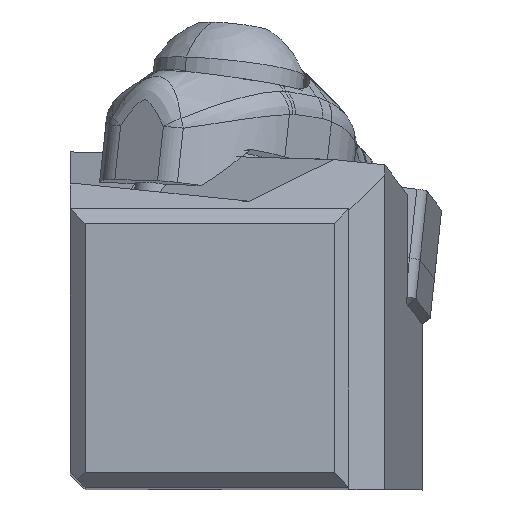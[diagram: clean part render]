
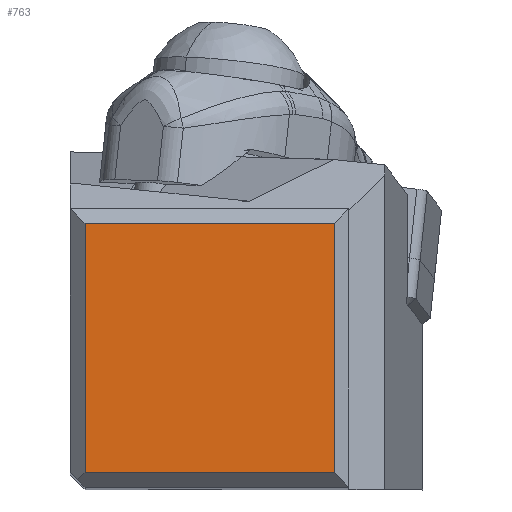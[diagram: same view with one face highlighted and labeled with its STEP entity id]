
A CAD part, top view. The second image highlights one B-rep face of the part: STEP entity #763.
In plain terms, the highlighted planar face has unit normal (0, 0, 1).
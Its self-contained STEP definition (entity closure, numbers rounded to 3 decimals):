
#505=FACE_OUTER_BOUND('',#1138,.T.);
#763=ADVANCED_FACE('',(#505),#996,.T.);
#996=PLANE('',#5047);
#1138=EDGE_LOOP('',(#1733,#1734,#1735,#1736));
#1733=ORIENTED_EDGE('',*,*,#3488,.T.);
#1734=ORIENTED_EDGE('',*,*,#3489,.T.);
#1735=ORIENTED_EDGE('',*,*,#3320,.F.);
#1736=ORIENTED_EDGE('',*,*,#3487,.F.);
#2832=VERTEX_POINT('',#6759);
#2833=VERTEX_POINT('',#6761);
#2944=VERTEX_POINT('',#7129);
#2945=VERTEX_POINT('',#7133);
#3320=EDGE_CURVE('',#2832,#2833,#4352,.T.);
#3487=EDGE_CURVE('',#2944,#2832,#4449,.T.);
#3488=EDGE_CURVE('',#2944,#2945,#4450,.T.);
#3489=EDGE_CURVE('',#2945,#2833,#4451,.T.);
#4352=LINE('',#6760,#4610);
#4449=LINE('',#7130,#4707);
#4450=LINE('',#7132,#4708);
#4451=LINE('',#7134,#4709);
#4610=VECTOR('',#5504,1.);
#4707=VECTOR('',#5835,1.);
#4708=VECTOR('',#5838,1.);
#4709=VECTOR('',#5839,1.);
#5047=AXIS2_PLACEMENT_3D('',#7135,#5840,#5841);
#5504=DIRECTION('',(-1.,0.,0.));
#5835=DIRECTION('',(0.,-1.,0.));
#5838=DIRECTION('',(-1.,0.,0.));
#5839=DIRECTION('',(0.,-1.,0.));
#5840=DIRECTION('',(0.,0.,1.));
#5841=DIRECTION('',(1.,0.,0.));
#6759=CARTESIAN_POINT('',(18.05,1.,0.));
#6760=CARTESIAN_POINT('',(18.05,1.,0.));
#6761=CARTESIAN_POINT('',(1.,1.,0.));
#7129=CARTESIAN_POINT('',(18.05,18.05,0.));
#7130=CARTESIAN_POINT('',(18.05,18.05,0.));
#7132=CARTESIAN_POINT('',(18.05,18.05,0.));
#7133=CARTESIAN_POINT('',(1.,18.05,0.));
#7134=CARTESIAN_POINT('',(1.,18.05,0.));
#7135=CARTESIAN_POINT('',(9.525,9.525,0.));
